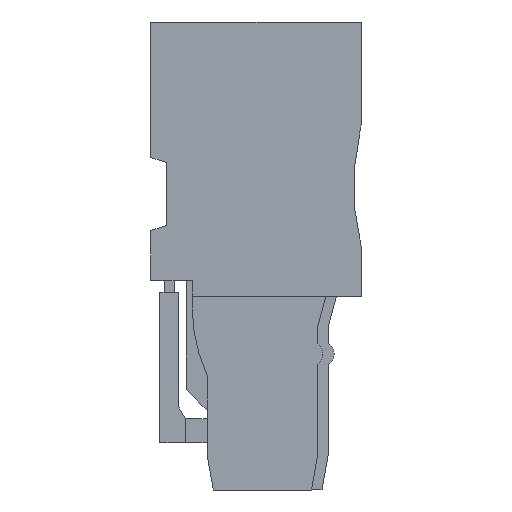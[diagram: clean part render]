
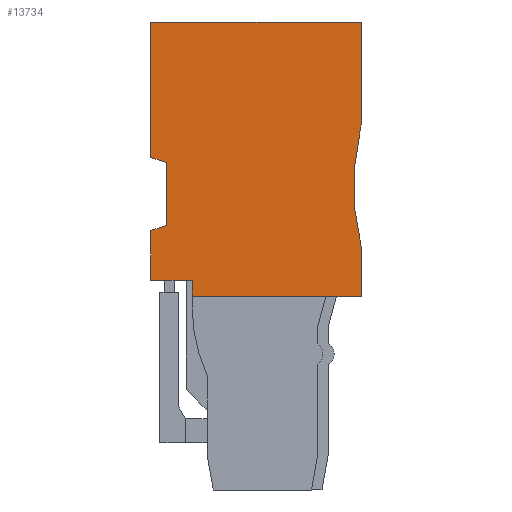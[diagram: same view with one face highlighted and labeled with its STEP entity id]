
A CAD part, left-side view. The second image highlights one B-rep face of the part: STEP entity #13734.
In plain terms, the highlighted planar face has unit normal (-1, 0, 0).
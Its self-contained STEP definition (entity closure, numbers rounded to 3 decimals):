
#9282=AXIS2_PLACEMENT_3D('Circle Axis2P3D',#9280,#9281,$) ;
#13702=AXIS2_PLACEMENT_3D('Plane Axis2P3D',#13699,#13700,#13701) ;
#13716=AXIS2_PLACEMENT_3D('Circle Axis2P3D',#13714,#13715,$) ;
#1083=CARTESIAN_POINT('Line Origine',(0.,0.,27.85)) ;
#1087=CARTESIAN_POINT('Vertex',(0.,0.,24.55)) ;
#1089=CARTESIAN_POINT('Vertex',(0.,0.,31.15)) ;
#1882=CARTESIAN_POINT('Vertex',(0.,0.,16.231)) ;
#1885=CARTESIAN_POINT('Line Origine',(0.,0.,14.566)) ;
#1889=CARTESIAN_POINT('Vertex',(0.,0.,12.9)) ;
#2688=CARTESIAN_POINT('Line Origine',(0.,5.625,12.9)) ;
#2692=CARTESIAN_POINT('Vertex',(0.,11.25,12.9)) ;
#4838=CARTESIAN_POINT('Vertex',(0.,11.25,13.95)) ;
#4841=CARTESIAN_POINT('Line Origine',(0.,12.625,13.95)) ;
#4845=CARTESIAN_POINT('Vertex',(0.,14.,13.95)) ;
#5242=CARTESIAN_POINT('Line Origine',(0.,14.,15.608)) ;
#5246=CARTESIAN_POINT('Vertex',(0.,14.,17.265)) ;
#5267=CARTESIAN_POINT('Line Origine',(0.,13.485,17.433)) ;
#5271=CARTESIAN_POINT('Vertex',(0.,12.969,17.6)) ;
#5625=CARTESIAN_POINT('Vertex',(0.,12.969,21.8)) ;
#5628=CARTESIAN_POINT('Line Origine',(0.,13.485,21.967)) ;
#5632=CARTESIAN_POINT('Vertex',(0.,14.,22.135)) ;
#5941=CARTESIAN_POINT('Line Origine',(0.,14.,26.642)) ;
#5945=CARTESIAN_POINT('Vertex',(0.,14.,31.15)) ;
#7123=CARTESIAN_POINT('Line Origine',(0.,7.,31.15)) ;
#9277=CARTESIAN_POINT('Vertex',(0.,0.083,23.83)) ;
#9280=CARTESIAN_POINT('Axis2P3D Location',(0.,-15.5,20.2)) ;
#13699=CARTESIAN_POINT('Axis2P3D Location',(0.,6.8,12.9)) ;
#13704=CARTESIAN_POINT('Line Origine',(0.,12.969,19.7)) ;
#13709=CARTESIAN_POINT('Line Origine',(0.,11.25,13.425)) ;
#13714=CARTESIAN_POINT('Axis2P3D Location',(0.,3.172,24.55)) ;
#1084=DIRECTION('Vector Direction',(0.,0.,-1.)) ;
#1886=DIRECTION('Vector Direction',(0.,0.,-1.)) ;
#2689=DIRECTION('Vector Direction',(0.,1.,0.)) ;
#4842=DIRECTION('Vector Direction',(0.,1.,0.)) ;
#5243=DIRECTION('Vector Direction',(0.,0.,1.)) ;
#5268=DIRECTION('Vector Direction',(0.,-0.951,0.309)) ;
#5629=DIRECTION('Vector Direction',(0.,0.951,0.309)) ;
#5942=DIRECTION('Vector Direction',(0.,0.,1.)) ;
#7124=DIRECTION('Vector Direction',(0.,-1.,0.)) ;
#9281=DIRECTION('Axis2P3D Direction',(-1.,0.,0.)) ;
#13700=DIRECTION('Axis2P3D Direction',(1.,0.,-0.)) ;
#13701=DIRECTION('Axis2P3D XDirection',(0.,0.,1.)) ;
#13705=DIRECTION('Vector Direction',(0.,0.,1.)) ;
#13710=DIRECTION('Vector Direction',(0.,0.,1.)) ;
#13715=DIRECTION('Axis2P3D Direction',(1.,0.,-0.)) ;
#1085=VECTOR('Line Direction',#1084,1.) ;
#1887=VECTOR('Line Direction',#1886,1.) ;
#2690=VECTOR('Line Direction',#2689,1.) ;
#4843=VECTOR('Line Direction',#4842,1.) ;
#5244=VECTOR('Line Direction',#5243,1.) ;
#5269=VECTOR('Line Direction',#5268,1.) ;
#5630=VECTOR('Line Direction',#5629,1.) ;
#5943=VECTOR('Line Direction',#5942,1.) ;
#7125=VECTOR('Line Direction',#7124,1.) ;
#13706=VECTOR('Line Direction',#13705,1.) ;
#13711=VECTOR('Line Direction',#13710,1.) ;
#13720=ORIENTED_EDGE('',*,*,#13708,.T.) ;
#13721=ORIENTED_EDGE('',*,*,#5273,.T.) ;
#13722=ORIENTED_EDGE('',*,*,#5248,.F.) ;
#13723=ORIENTED_EDGE('',*,*,#4847,.F.) ;
#13724=ORIENTED_EDGE('',*,*,#13713,.F.) ;
#13725=ORIENTED_EDGE('',*,*,#2694,.T.) ;
#13726=ORIENTED_EDGE('',*,*,#1891,.T.) ;
#13727=ORIENTED_EDGE('',*,*,#9284,.T.) ;
#13728=ORIENTED_EDGE('',*,*,#13718,.T.) ;
#13729=ORIENTED_EDGE('',*,*,#1091,.T.) ;
#13730=ORIENTED_EDGE('',*,*,#7127,.T.) ;
#13731=ORIENTED_EDGE('',*,*,#5947,.F.) ;
#13732=ORIENTED_EDGE('',*,*,#5634,.T.) ;
#13734=ADVANCED_FACE('V1',(#13733),#13703,.F.) ;
#9283=CIRCLE('generated circle',#9282,16.) ;
#13717=CIRCLE('generated circle',#13716,3.172) ;
#1091=EDGE_CURVE('',#1088,#1090,#1086,.F.) ;
#1891=EDGE_CURVE('',#1890,#1883,#1888,.F.) ;
#2694=EDGE_CURVE('',#2693,#1890,#2691,.F.) ;
#4847=EDGE_CURVE('',#4839,#4846,#4844,.T.) ;
#5248=EDGE_CURVE('',#4846,#5247,#5245,.T.) ;
#5273=EDGE_CURVE('',#5272,#5247,#5270,.F.) ;
#5634=EDGE_CURVE('',#5633,#5626,#5631,.F.) ;
#5947=EDGE_CURVE('',#5633,#5946,#5944,.T.) ;
#7127=EDGE_CURVE('',#1090,#5946,#7126,.F.) ;
#9284=EDGE_CURVE('',#1883,#9278,#9283,.F.) ;
#13708=EDGE_CURVE('',#5626,#5272,#13707,.F.) ;
#13713=EDGE_CURVE('',#2693,#4839,#13712,.T.) ;
#13718=EDGE_CURVE('',#9278,#1088,#13717,.F.) ;
#13719=EDGE_LOOP('',(#13720,#13721,#13722,#13723,#13724,#13725,#13726,#13727,#13728,#13729,#13730,#13731,#13732)) ;
#13733=FACE_OUTER_BOUND('',#13719,.T.) ;
#1086=LINE('Line',#1083,#1085) ;
#1888=LINE('Line',#1885,#1887) ;
#2691=LINE('Line',#2688,#2690) ;
#4844=LINE('Line',#4841,#4843) ;
#5245=LINE('Line',#5242,#5244) ;
#5270=LINE('Line',#5267,#5269) ;
#5631=LINE('Line',#5628,#5630) ;
#5944=LINE('Line',#5941,#5943) ;
#7126=LINE('Line',#7123,#7125) ;
#13707=LINE('Line',#13704,#13706) ;
#13712=LINE('Line',#13709,#13711) ;
#13703=PLANE('',#13702) ;
#1088=VERTEX_POINT('',#1087) ;
#1090=VERTEX_POINT('',#1089) ;
#1883=VERTEX_POINT('',#1882) ;
#1890=VERTEX_POINT('',#1889) ;
#2693=VERTEX_POINT('',#2692) ;
#4839=VERTEX_POINT('',#4838) ;
#4846=VERTEX_POINT('',#4845) ;
#5247=VERTEX_POINT('',#5246) ;
#5272=VERTEX_POINT('',#5271) ;
#5626=VERTEX_POINT('',#5625) ;
#5633=VERTEX_POINT('',#5632) ;
#5946=VERTEX_POINT('',#5945) ;
#9278=VERTEX_POINT('',#9277) ;
